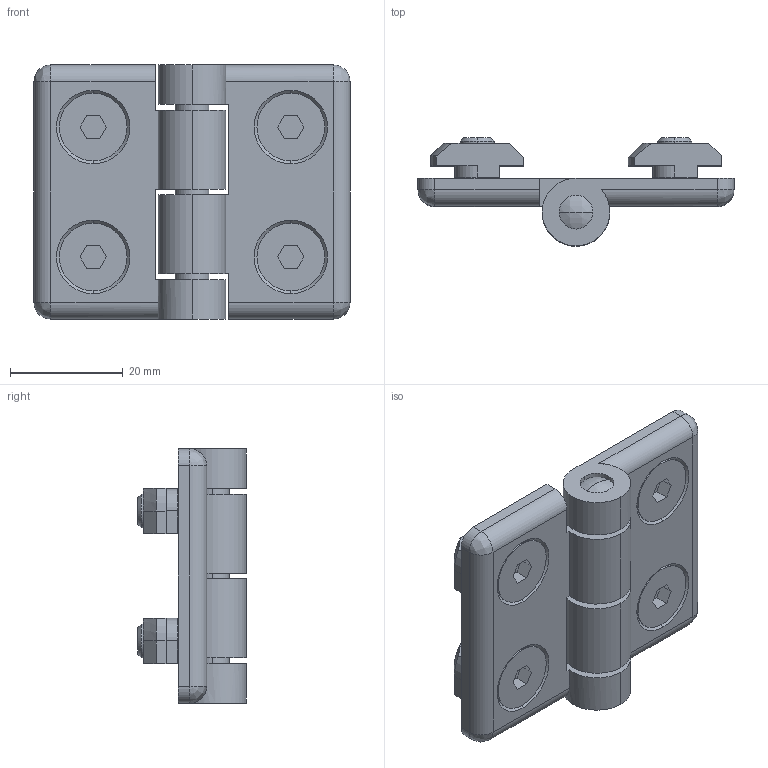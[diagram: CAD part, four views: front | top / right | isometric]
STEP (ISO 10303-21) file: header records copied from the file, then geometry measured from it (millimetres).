
FILE_DESCRIPTION (( 'STEP AP203' ), '1' );
FILE_NAME ('3_842_544_527_Bosch.step', '2024-06-10T09:07:56', ( '' ), ( '' ), 'SwSTEP 2.0', 'SolidWorks 2014', '' );
FILE_SCHEMA (( 'CONFIG_CONTROL_DESIGN' ));
Length unit declared in the file: millimetre
Products named in the file (12): 7_22; 2_24; 4_22; 9_14; 5_22; 8_14; 1_24; 3_22; 3_842_544_527_Bosch; 6_22; 11_14; 10_14
Assembly tree (11 placements, depth 2):
  3_842_544_527_Bosch
    1_24
    2_24
    3_22
    4_22
    5_22
    6_22
    7_22
    8_14
    9_14
    10_14
    11_14
Bounding box: 56 x 19.2 x 45 mm (x, y, z)
Volume: 16929.7 mm3; surface area: 12674.6 mm2
Topology: 11 solids, 11 shells, 219 faces, 529 edges, 332 vertices
Faces by surface type: plane 104, cylinder 76, cone 32, bspline 7
Entity records: 7787 total; most frequent: CARTESIAN_POINT 1285, DIRECTION 1134, ORIENTED_EDGE 1050, EDGE_CURVE 525, AXIS2_PLACEMENT_3D 401, VECTOR 332, LINE 332, VERTEX_POINT 332
